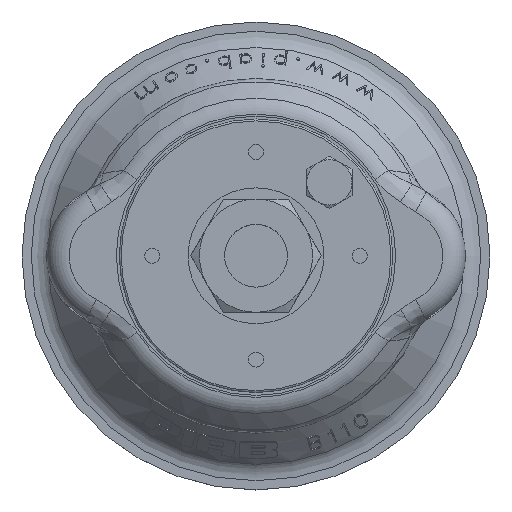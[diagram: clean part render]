
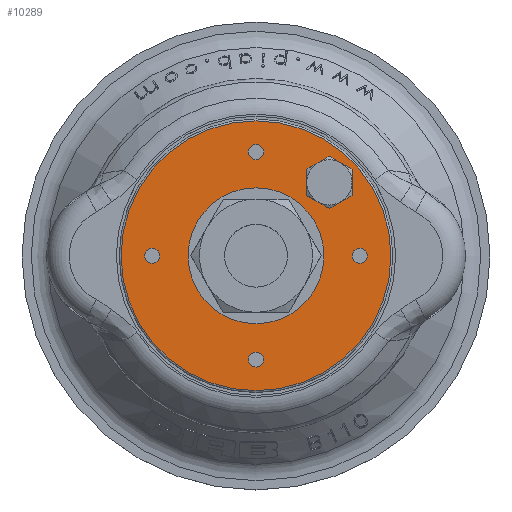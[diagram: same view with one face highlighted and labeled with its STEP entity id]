
A CAD part, top view. The second image highlights one B-rep face of the part: STEP entity #10289.
In plain terms, the highlighted planar face has unit normal (0, 0, 1).
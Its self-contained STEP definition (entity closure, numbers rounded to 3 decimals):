
#369=CIRCLE('',#12031,2.);
#370=CIRCLE('',#12032,2.);
#371=CIRCLE('',#12033,2.);
#372=CIRCLE('',#12034,2.);
#373=CIRCLE('',#12035,18.);
#374=CIRCLE('',#12036,35.75);
#375=CIRCLE('',#12037,5.5);
#3826=ORIENTED_EDGE('',*,*,#5628,.T.);
#3827=ORIENTED_EDGE('',*,*,#5629,.T.);
#3828=ORIENTED_EDGE('',*,*,#5630,.T.);
#3829=ORIENTED_EDGE('',*,*,#5631,.T.);
#3830=ORIENTED_EDGE('',*,*,#5632,.F.);
#3831=ORIENTED_EDGE('',*,*,#5633,.T.);
#3832=ORIENTED_EDGE('',*,*,#5634,.F.);
#5628=EDGE_CURVE('',#6753,#6753,#369,.T.);
#5629=EDGE_CURVE('',#6754,#6754,#370,.T.);
#5630=EDGE_CURVE('',#6755,#6755,#371,.T.);
#5631=EDGE_CURVE('',#6756,#6756,#372,.T.);
#5632=EDGE_CURVE('',#6757,#6757,#373,.T.);
#5633=EDGE_CURVE('',#6758,#6758,#374,.F.);
#5634=EDGE_CURVE('',#6759,#6759,#375,.F.);
#6753=VERTEX_POINT('',#19158);
#6754=VERTEX_POINT('',#19160);
#6755=VERTEX_POINT('',#19162);
#6756=VERTEX_POINT('',#19164);
#6757=VERTEX_POINT('',#19166);
#6758=VERTEX_POINT('',#19168);
#6759=VERTEX_POINT('',#19170);
#8492=EDGE_LOOP('',(#3826));
#8493=EDGE_LOOP('',(#3827));
#8494=EDGE_LOOP('',(#3828));
#8495=EDGE_LOOP('',(#3829));
#8496=EDGE_LOOP('',(#3830));
#8497=EDGE_LOOP('',(#3831));
#8498=EDGE_LOOP('',(#3832));
#9192=FACE_BOUND('',#8492,.T.);
#9193=FACE_BOUND('',#8493,.T.);
#9194=FACE_BOUND('',#8494,.T.);
#9195=FACE_BOUND('',#8495,.T.);
#9196=FACE_BOUND('',#8496,.T.);
#9197=FACE_BOUND('',#8497,.T.);
#9198=FACE_BOUND('',#8498,.T.);
#9760=PLANE('',#12030);
#10289=ADVANCED_FACE('',(#9192,#9193,#9194,#9195,#9196,#9197,#9198),#9760,
 .F.);
#12030=AXIS2_PLACEMENT_3D('',#19156,#14143,#14144);
#12031=AXIS2_PLACEMENT_3D('',#19157,#14145,#14146);
#12032=AXIS2_PLACEMENT_3D('',#19159,#14147,#14148);
#12033=AXIS2_PLACEMENT_3D('',#19161,#14149,#14150);
#12034=AXIS2_PLACEMENT_3D('',#19163,#14151,#14152);
#12035=AXIS2_PLACEMENT_3D('',#19165,#14153,#14154);
#12036=AXIS2_PLACEMENT_3D('',#19167,#14155,#14156);
#12037=AXIS2_PLACEMENT_3D('',#19169,#14157,#14158);
#14143=DIRECTION('',(0.,0.,-1.));
#14144=DIRECTION('',(-1.,0.,0.));
#14145=DIRECTION('',(0.,0.,-1.));
#14146=DIRECTION('',(0.,-1.,0.));
#14147=DIRECTION('',(0.,0.,-1.));
#14148=DIRECTION('',(0.,-1.,0.));
#14149=DIRECTION('',(0.,0.,-1.));
#14150=DIRECTION('',(0.,-1.,0.));
#14151=DIRECTION('',(0.,0.,-1.));
#14152=DIRECTION('',(0.,-1.,0.));
#14153=DIRECTION('',(0.,0.,1.));
#14154=DIRECTION('',(1.,0.,0.));
#14155=DIRECTION('',(0.,0.,-1.));
#14156=DIRECTION('',(-1.,0.,0.));
#14157=DIRECTION('',(0.,0.,-1.));
#14158=DIRECTION('',(-1.,0.,0.));
#19156=CARTESIAN_POINT('',(0.,0.,-7.));
#19157=CARTESIAN_POINT('',(0.,-27.5,-7.));
#19158=CARTESIAN_POINT('',(0.,-29.5,-7.));
#19159=CARTESIAN_POINT('',(0.,27.5,-7.));
#19160=CARTESIAN_POINT('',(0.,25.5,-7.));
#19161=CARTESIAN_POINT('',(27.5,0.,-7.));
#19162=CARTESIAN_POINT('',(27.5,-2.,-7.));
#19163=CARTESIAN_POINT('',(-27.5,0.,-7.));
#19164=CARTESIAN_POINT('',(-27.5,-2.,-7.));
#19165=CARTESIAN_POINT('',(0.,0.,-7.));
#19166=CARTESIAN_POINT('',(18.,0.,-7.));
#19167=CARTESIAN_POINT('',(0.,0.,-7.));
#19168=CARTESIAN_POINT('',(-35.75,0.,-7.));
#19169=CARTESIAN_POINT('',(19.445,19.445,-7.));
#19170=CARTESIAN_POINT('',(13.945,19.445,-7.));
